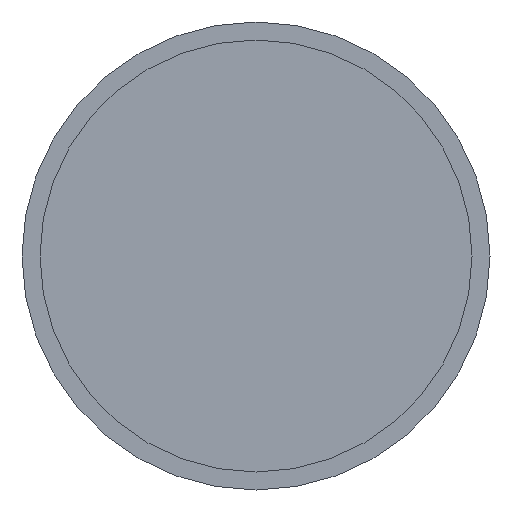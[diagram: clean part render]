
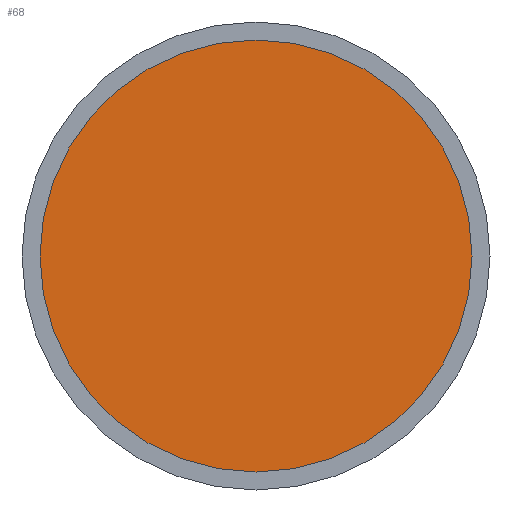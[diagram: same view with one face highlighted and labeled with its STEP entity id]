
A CAD part, front view. The second image highlights one B-rep face of the part: STEP entity #68.
In plain terms, the highlighted planar face has unit normal (0, -1, 0).
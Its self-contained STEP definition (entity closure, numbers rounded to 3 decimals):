
#68 = ADVANCED_FACE( '', ( #151 ), #152, .F. );
#151 = FACE_OUTER_BOUND( '', #282, .T. );
#152 = PLANE( '', #283 );
#282 = EDGE_LOOP( '', ( #396 ) );
#283 = AXIS2_PLACEMENT_3D( '', #397, #398, #399 );
#396 = ORIENTED_EDGE( '', *, *, #554, .T. );
#397 = CARTESIAN_POINT( '', ( 30., -3., 0. ) );
#398 = DIRECTION( '', ( 0., 1., 0. ) );
#399 = DIRECTION( '', ( 0., 0., 1. ) );
#554 = EDGE_CURVE( '', #640, #640, #641, .T. );
#640 = VERTEX_POINT( '', #746 );
#641 = CIRCLE( '', #747, 30. );
#746 = CARTESIAN_POINT( '', ( 0., -3., -30. ) );
#747 = AXIS2_PLACEMENT_3D( '', #854, #855, #856 );
#854 = CARTESIAN_POINT( '', ( 0., -3., 0. ) );
#855 = DIRECTION( '', ( 0., -1., 0. ) );
#856 = DIRECTION( '', ( 0., 0., -1. ) );
